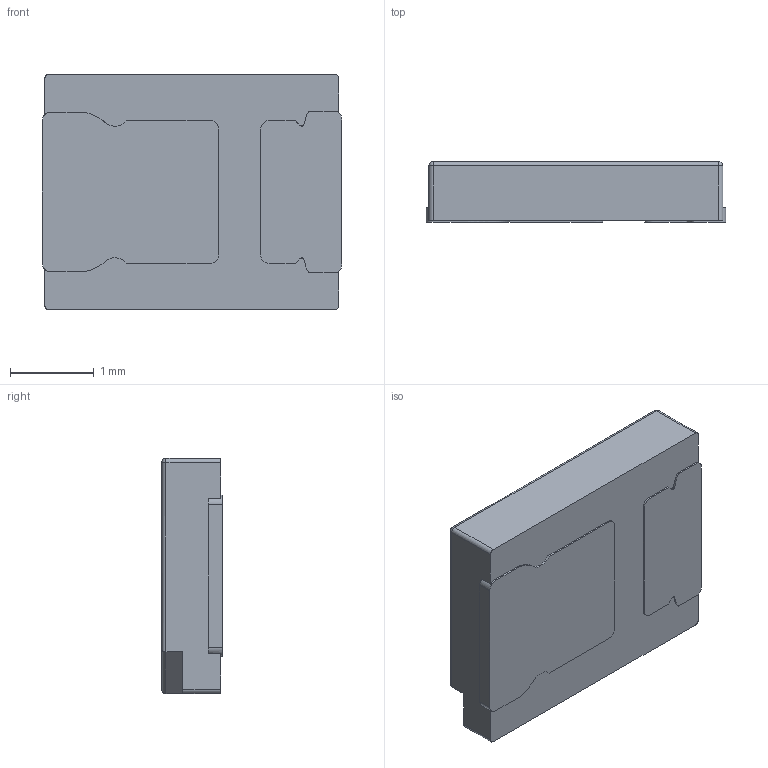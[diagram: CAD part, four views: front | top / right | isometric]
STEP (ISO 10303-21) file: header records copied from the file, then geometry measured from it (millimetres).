
FILE_DESCRIPTION (( 'STEP AP214' ), '1' );
FILE_NAME ('User Library-SMD2835.STEP', '2020-03-11T02:17:09', ( '' ), ( '' ), 'SwSTEP 2.0', 'SolidWorks 2019', '' );
FILE_SCHEMA (( 'AUTOMOTIVE_DESIGN' ));
Length unit declared in the file: millimetre
Products named in the file (1): User Library-SMD2835
Bounding box: 3.56 x 0.72 x 2.8 mm (x, y, z)
Volume: 5.6 mm3; surface area: 39.9 mm2
Topology: 1 solids, 2 shells, 73 faces, 185 edges, 115 vertices
Faces by surface type: plane 32, cylinder 28, torus 4, bspline 4, sphere 3, cone 2
Entity records: 3004 total; most frequent: CARTESIAN_POINT 433, DIRECTION 368, ORIENTED_EDGE 364, EDGE_CURVE 182, AXIS2_PLACEMENT_3D 130, VERTEX_POINT 115, VECTOR 108, LINE 108
